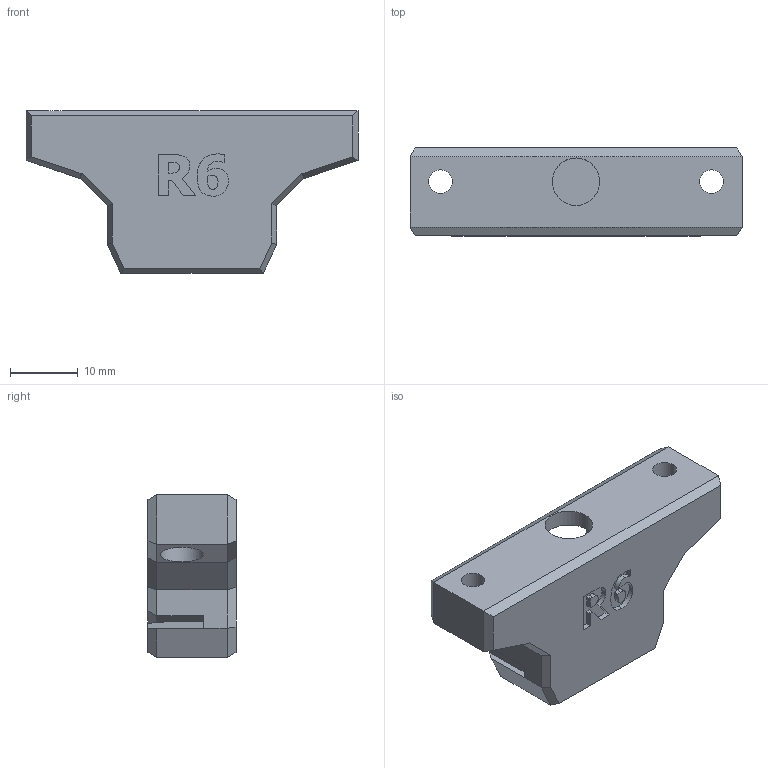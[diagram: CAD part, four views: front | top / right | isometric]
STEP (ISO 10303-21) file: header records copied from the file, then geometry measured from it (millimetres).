
FILE_DESCRIPTION(/* description */ (''),/* implementation_level */ '2;1');
FILE_NAME(/* name */ 'MINI-y-belt-holder.stp',/* time_stamp */ '2020-08-20T13:28:49+02:00',/* author */ ('Robert Turinský'),/* organization */ (''),/* preprocessor_version */ 'ST-DEVELOPER v18.1',/* originating_system */ 'Autodesk Inventor 2021',/* authorisation */ '');
FILE_SCHEMA (('AUTOMOTIVE_DESIGN { 1 0 10303 214 3 1 1 }'));
Length unit declared in the file: millimetre
Products named in the file (1): y-belt-holder_mirrored
Bounding box: 49 x 13 x 24 mm (x, y, z)
Volume: 8570 mm3; surface area: 6631.2 mm2
Topology: 1 solids, 7 shells, 283 faces, 747 edges, 485 vertices
Faces by surface type: plane 242, bspline 26, cylinder 11, cone 4
Full cylindrical faces by diameter (mm): 3.5 x2, 5.2 x4, 6.4 x2, 7 x1
Entity records: 9057 total; most frequent: CARTESIAN_POINT 1932, ORIENTED_EDGE 1494, DIRECTION 1239, EDGE_CURVE 747, LINE 667, VECTOR 667, VERTEX_POINT 485, EDGE_LOOP 304
